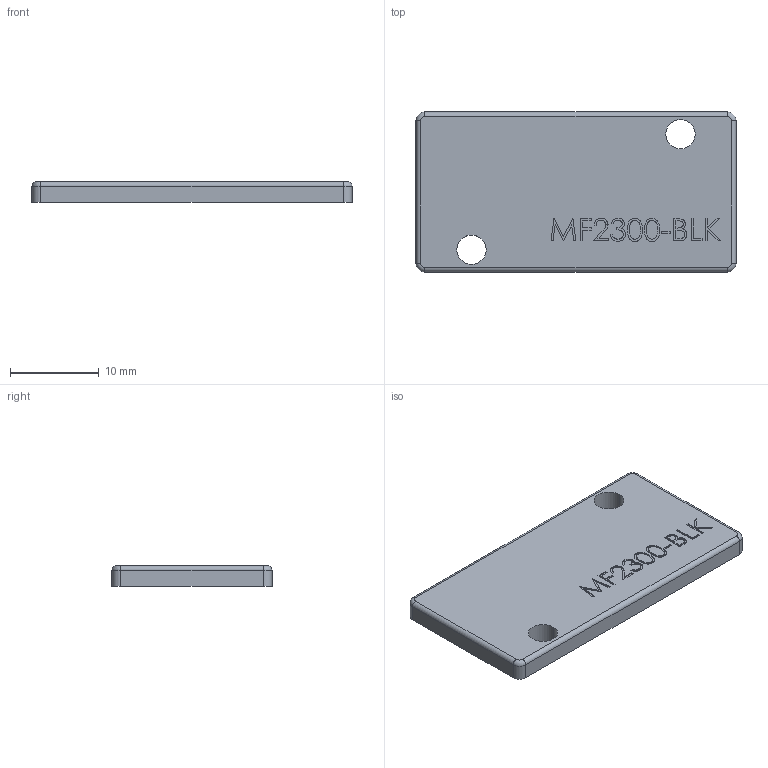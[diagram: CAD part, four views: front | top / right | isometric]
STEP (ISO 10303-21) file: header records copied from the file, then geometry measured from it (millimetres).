
FILE_DESCRIPTION (( 'STEP AP203' ), '1' );
FILE_NAME ('MF2300-BLK 20.04.08.STEP', '2020-04-08T08:44:52', ( 'user' ), ( '' ), 'SwSTEP 2.0', 'SolidWorks 2008', '' );
FILE_SCHEMA (( 'CONFIG_CONTROL_DESIGN' ));
Length unit declared in the file: millimetre
Products named in the file (1): MF2300-BLK 20.04.08
Bounding box: 36 x 18 x 2.3 mm (x, y, z)
Volume: 1442.1 mm3; surface area: 1540.5 mm2
Topology: 1 solids, 1 shells, 145 faces, 379 edges, 250 vertices
Faces by surface type: plane 82, bspline 47, cylinder 12, torus 4
Entity records: 7452 total; most frequent: CARTESIAN_POINT 4094, ORIENTED_EDGE 758, DIRECTION 511, EDGE_CURVE 379, VECTOR 257, LINE 257, VERTEX_POINT 250, EDGE_LOOP 163
